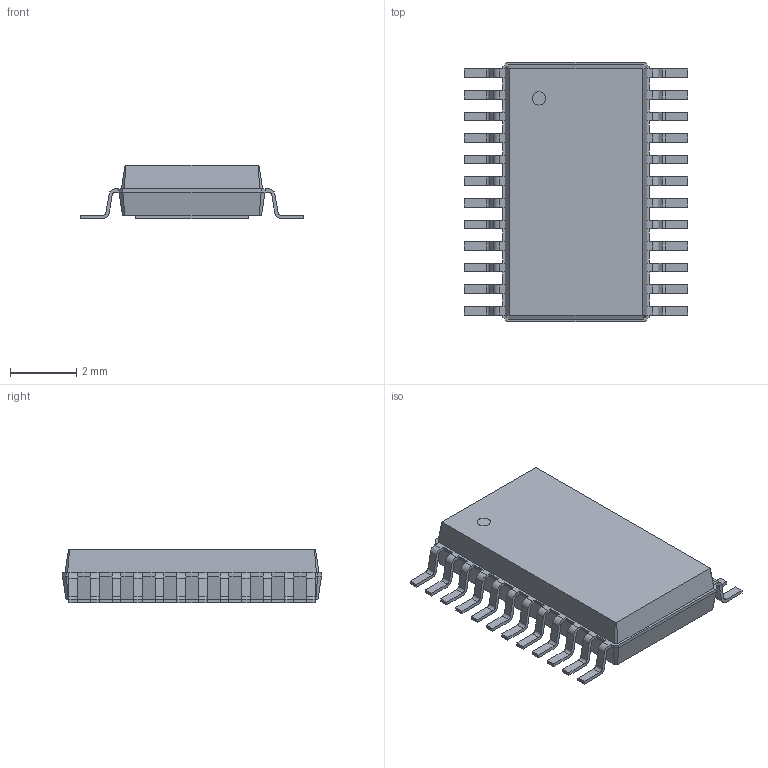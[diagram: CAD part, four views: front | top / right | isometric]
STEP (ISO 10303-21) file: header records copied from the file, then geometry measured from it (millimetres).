
FILE_DESCRIPTION(/* description */ ('model of HTSSOP-24-1EP_4.4x7.8mm_P0.65mm_EP3.4x7.8mm_Mask2.4x4.68mm'),/* implementation_level */ '2;1');
FILE_NAME(/* name */ 'HTSSOP-24-1EP_4.4x7.8mm_P0.65mm_EP3.4x7.8mm_Mask2.4x4.68mm.step',/* time_stamp */ '1970-01-01T00:00:00',/* author */ ('KiCAD','kicad'),/* organization */ ('OCCT'),/* preprocessor_version */ '',/* originating_system */ 'KiCAD',/* authorisation */ '');
FILE_SCHEMA(('AUTOMOTIVE_DESIGN { 1 0 10303 214 1 1 1 1 }'));
Length unit declared in the file: millimetre
Products named in the file (1): HTSSOP-24-1EP_4.4x7.8mm_P0.65mm_EP3.4x7.8mm_Mask2.4x4.68mm
Bounding box: 6.72 x 7.8 x 1.6 mm (x, y, z)
Volume: 51.9 mm3; surface area: 131.5 mm2
Topology: 1 solids, 1 shells, 392 faces, 1061 edges, 673 vertices
Faces by surface type: plane 280, cylinder 96, bspline 16
Entity records: 7850 total; most frequent: ORIENTED_EDGE 1812, EDGE_CURVE 1061, CARTESIAN_POINT 916, LINE 676, VERTEX_POINT 673, AXIS2_PLACEMENT_3D 487, FACE_BOUND 394, EDGE_LOOP 394
